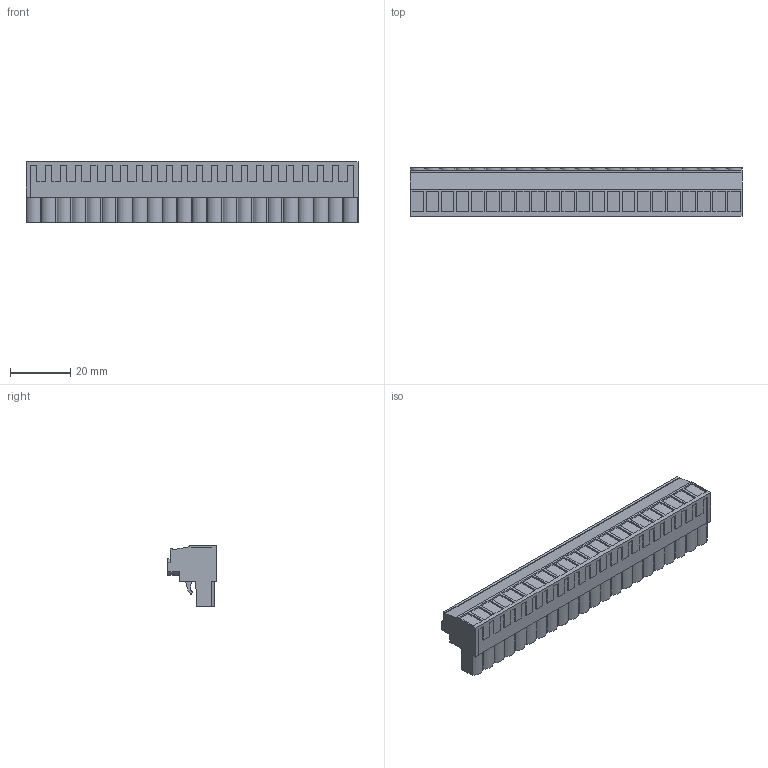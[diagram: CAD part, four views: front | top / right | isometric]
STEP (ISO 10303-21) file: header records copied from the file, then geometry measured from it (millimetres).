
FILE_DESCRIPTION(('CATIA V5 STEP Exchange','CAx-IF Rec.Pracs.--- Model Styling and Organization---1.2---2011-12-15'),'2;1');
FILE_NAME ('D1460293_0_1954280000_1954280000.stp','2017-05-25T06:35:08+00:00',('none'),('Weidmueller'),'CATIA Version 5-6 Release 2014','CATIA V5 STEP AP214','none');
FILE_SCHEMA(('AUTOMOTIVE_DESIGN { 1 0 10303 214 1 1 1 1 }'));
Length unit declared in the file: millimetre
Products named in the file (1): 1954280000
Bounding box: 110 x 16.1 x 20.1 mm (x, y, z)
Volume: 21786.9 mm3; surface area: 11569.2 mm2
Topology: 23 solids, 23 shells, 1368 faces, 3908 edges, 2674 vertices
Faces by surface type: plane 1118, cylinder 250
Entity records: 41622 total; most frequent: CARTESIAN_POINT 7903, ORIENTED_EDGE 7816, DIRECTION 5516, EDGE_CURVE 3908, VECTOR 3276, LINE 3276, VERTEX_POINT 2674, EDGE_LOOP 1456
